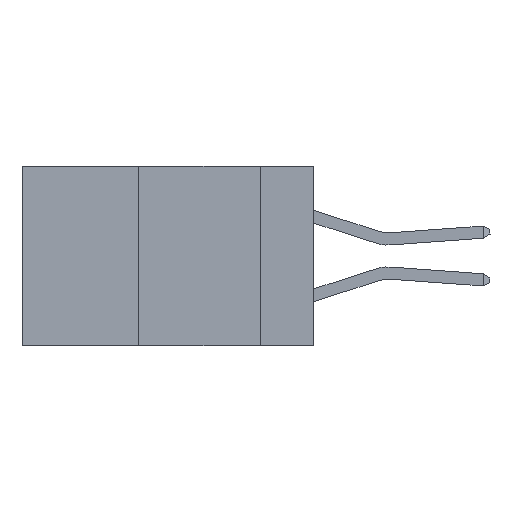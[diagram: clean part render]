
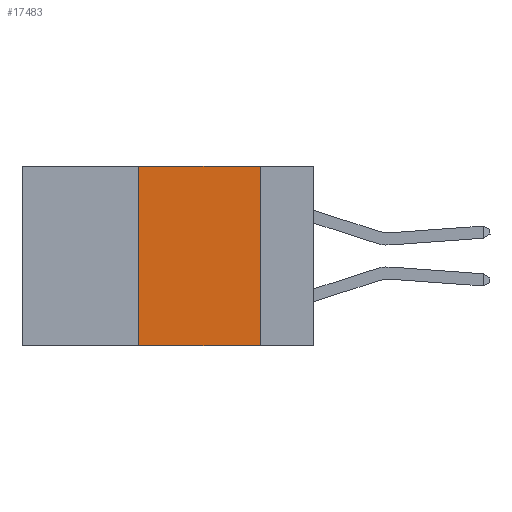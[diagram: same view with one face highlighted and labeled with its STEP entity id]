
A CAD part, left-side view. The second image highlights one B-rep face of the part: STEP entity #17483.
In plain terms, the highlighted planar face has unit normal (-1, 0, 0).
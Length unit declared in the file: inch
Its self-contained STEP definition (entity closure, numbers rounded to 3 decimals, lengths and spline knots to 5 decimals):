
#296 = FACE_OUTER_BOUND ( 'NONE', #5281, .T. ) ;
#617 = VERTEX_POINT ( 'NONE', #7815 ) ;
#839 = CARTESIAN_POINT ( 'NONE',  ( 0., 0.36, 0. ) ) ;
#1220 = ORIENTED_EDGE ( 'NONE', *, *, #15291, .F. ) ;
#1235 = AXIS2_PLACEMENT_3D ( 'NONE', #13960, #7052, #16796 ) ;
#1396 = PLANE ( 'NONE',  #1235 ) ;
#1533 = LINE ( 'NONE', #14187, #17399 ) ;
#1824 = DIRECTION ( 'NONE',  ( 0., -1., 0. ) ) ;
#1969 = DIRECTION ( 'NONE',  ( 0., 0., -1. ) ) ;
#2492 = ORIENTED_EDGE ( 'NONE', *, *, #8943, .F. ) ;
#3072 = CARTESIAN_POINT ( 'NONE',  ( 0., 0.11, 0. ) ) ;
#3850 = LINE ( 'NONE', #839, #15124 ) ;
#4855 = DIRECTION ( 'NONE',  ( 0., 0., 1. ) ) ;
#5281 = EDGE_LOOP ( 'NONE', ( #13238, #2492, #1220, #13882 ) ) ;
#6107 = LINE ( 'NONE', #13281, #14711 ) ;
#7052 = DIRECTION ( 'NONE',  ( 1., 0., 0. ) ) ;
#7259 = LINE ( 'NONE', #3072, #11649 ) ;
#7815 = CARTESIAN_POINT ( 'NONE',  ( 0., 0.11, -0.37 ) ) ;
#8943 = EDGE_CURVE ( 'NONE', #8994, #13900, #6107, .T. ) ;
#8994 = VERTEX_POINT ( 'NONE', #17379 ) ;
#10848 = EDGE_CURVE ( 'NONE', #15305, #617, #1533, .T. ) ;
#11649 = VECTOR ( 'NONE', #1969, 39.37008 ) ;
#13238 = ORIENTED_EDGE ( 'NONE', *, *, #14706, .F. ) ;
#13281 = CARTESIAN_POINT ( 'NONE',  ( 0., 0.6, 0. ) ) ;
#13882 = ORIENTED_EDGE ( 'NONE', *, *, #10848, .T. ) ;
#13900 = VERTEX_POINT ( 'NONE', #16756 ) ;
#13960 = CARTESIAN_POINT ( 'NONE',  ( 0., 0.6, 0. ) ) ;
#14187 = CARTESIAN_POINT ( 'NONE',  ( 0., 0.6, -0.37 ) ) ;
#14706 = EDGE_CURVE ( 'NONE', #13900, #617, #7259, .T. ) ;
#14711 = VECTOR ( 'NONE', #1824, 39.37008 ) ;
#15124 = VECTOR ( 'NONE', #4855, 39.37008 ) ;
#15291 = EDGE_CURVE ( 'NONE', #15305, #8994, #3850, .T. ) ;
#15305 = VERTEX_POINT ( 'NONE', #17494 ) ;
#15455 = DIRECTION ( 'NONE',  ( 0., -1., 0. ) ) ;
#16756 = CARTESIAN_POINT ( 'NONE',  ( 0., 0.11, 0. ) ) ;
#16796 = DIRECTION ( 'NONE',  ( 0., 0., -1. ) ) ;
#17379 = CARTESIAN_POINT ( 'NONE',  ( 0., 0.36, 0. ) ) ;
#17399 = VECTOR ( 'NONE', #15455, 39.37008 ) ;
#17483 = ADVANCED_FACE ( 'NONE', ( #296 ), #1396, .F. ) ;
#17494 = CARTESIAN_POINT ( 'NONE',  ( 0., 0.36, -0.37 ) ) ;
